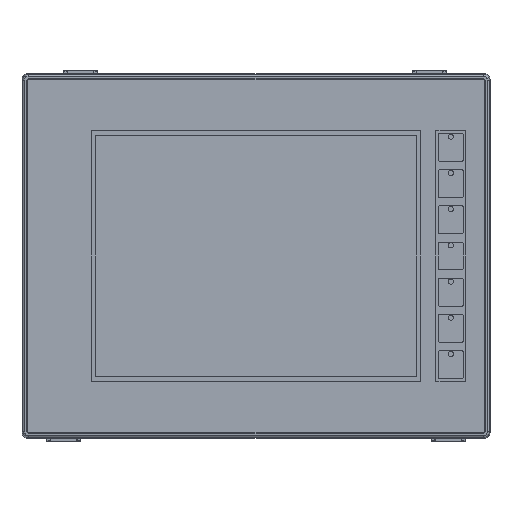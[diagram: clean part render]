
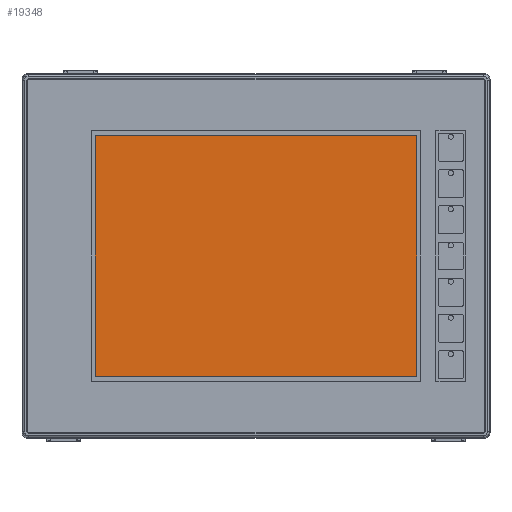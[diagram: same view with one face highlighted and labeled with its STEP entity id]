
A CAD part, front view. The second image highlights one B-rep face of the part: STEP entity #19348.
In plain terms, the highlighted planar face has unit normal (0, -1, 0).
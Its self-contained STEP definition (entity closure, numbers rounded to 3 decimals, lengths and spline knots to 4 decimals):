
#271 = DIRECTION ( 'NONE',  ( 0., -1., 0. ) ) ;
#1729 = DIRECTION ( 'NONE',  ( -1., 0., 0. ) ) ;
#1820 = VERTEX_POINT ( 'NONE', #109211 ) ;
#2206 = EDGE_CURVE ( 'NONE', #31264, #153394, #118532, .T. ) ;
#2562 = CARTESIAN_POINT ( 'NONE',  ( 6.1132, -1.1762, 4.8583 ) ) ;
#4104 = EDGE_CURVE ( 'NONE', #148918, #11724, #23331, .T. ) ;
#6723 = DIRECTION ( 'NONE',  ( 0., -1., 0. ) ) ;
#6923 = CARTESIAN_POINT ( 'NONE',  ( -0.627, -1.1762, -0.1654 ) ) ;
#11724 = VERTEX_POINT ( 'NONE', #26390 ) ;
#13828 = EDGE_CURVE ( 'NONE', #1820, #11724, #160774, .T. ) ;
#16421 = DIRECTION ( 'NONE',  ( 0., 0., -1. ) ) ;
#17274 = VECTOR ( 'NONE', #1729, 39.3701 ) ;
#18040 = ORIENTED_EDGE ( 'NONE', *, *, #2206, .T. ) ;
#19143 = ORIENTED_EDGE ( 'NONE', *, *, #76993, .F. ) ;
#19348 = ADVANCED_FACE ( 'NONE', ( #91644 ), #164784, .T. ) ;
#20782 = DIRECTION ( 'NONE',  ( 1., 0., 0. ) ) ;
#22282 = ORIENTED_EDGE ( 'NONE', *, *, #117054, .F. ) ;
#22378 = DIRECTION ( 'NONE',  ( 0., 0., 1. ) ) ;
#23331 = LINE ( 'NONE', #2562, #169405 ) ;
#23797 = CARTESIAN_POINT ( 'NONE',  ( -0.627, -1.1762, 4.8583 ) ) ;
#26390 = CARTESIAN_POINT ( 'NONE',  ( 6.1132, -1.1762, -0.1654 ) ) ;
#29327 = CARTESIAN_POINT ( 'NONE',  ( 6.0738, -1.1762, -0.2047 ) ) ;
#31264 = VERTEX_POINT ( 'NONE', #90823 ) ;
#32842 = AXIS2_PLACEMENT_3D ( 'NONE', #6923, #102950, #20782 ) ;
#33978 = ORIENTED_EDGE ( 'NONE', *, *, #89065, .T. ) ;
#36415 = DIRECTION ( 'NONE',  ( 0., -1., 0. ) ) ;
#37079 = DIRECTION ( 'NONE',  ( 1., 0., 0. ) ) ;
#37571 = DIRECTION ( 'NONE',  ( 1., 0., 0. ) ) ;
#37670 = CARTESIAN_POINT ( 'NONE',  ( -0.627, -1.1762, 4.8976 ) ) ;
#44749 = VECTOR ( 'NONE', #22378, 39.3701 ) ;
#53681 = LINE ( 'NONE', #29327, #17274 ) ;
#58804 = AXIS2_PLACEMENT_3D ( 'NONE', #88994, #6723, #102746 ) ;
#58932 = CARTESIAN_POINT ( 'NONE',  ( 6.0738, -1.1762, 4.8976 ) ) ;
#63504 = EDGE_LOOP ( 'NONE', ( #22282, #140495, #19143, #75799, #73743, #33978, #176889, #18040 ) ) ;
#73731 = VERTEX_POINT ( 'NONE', #157427 ) ;
#73743 = ORIENTED_EDGE ( 'NONE', *, *, #4104, .F. ) ;
#75799 = ORIENTED_EDGE ( 'NONE', *, *, #13828, .T. ) ;
#76993 = EDGE_CURVE ( 'NONE', #1820, #87892, #53681, .T. ) ;
#82158 = VECTOR ( 'NONE', #37079, 39.3701 ) ;
#82523 = CARTESIAN_POINT ( 'NONE',  ( -0.627, -1.1762, 4.8583 ) ) ;
#83546 = EDGE_CURVE ( 'NONE', #31264, #108803, #155286, .T. ) ;
#87892 = VERTEX_POINT ( 'NONE', #126980 ) ;
#88994 = CARTESIAN_POINT ( 'NONE',  ( 6.0738, -1.1762, -0.1654 ) ) ;
#89065 = EDGE_CURVE ( 'NONE', #148918, #108803, #142561, .T. ) ;
#90823 = CARTESIAN_POINT ( 'NONE',  ( -0.627, -1.1762, 4.8976 ) ) ;
#91644 = FACE_OUTER_BOUND ( 'NONE', #63504, .T. ) ;
#96349 = DIRECTION ( 'NONE',  ( 1., 0., 0. ) ) ;
#99398 = EDGE_CURVE ( 'NONE', #73731, #87892, #161129, .T. ) ;
#102746 = DIRECTION ( 'NONE',  ( 1., 0., 0. ) ) ;
#102950 = DIRECTION ( 'NONE',  ( 0., -1., 0. ) ) ;
#106209 = CARTESIAN_POINT ( 'NONE',  ( -0.6663, -1.1762, 4.8583 ) ) ;
#108803 = VERTEX_POINT ( 'NONE', #58932 ) ;
#109211 = CARTESIAN_POINT ( 'NONE',  ( 6.0738, -1.1762, -0.2047 ) ) ;
#117054 = EDGE_CURVE ( 'NONE', #73731, #153394, #117831, .T. ) ;
#117831 = LINE ( 'NONE', #118370, #44749 ) ;
#118370 = CARTESIAN_POINT ( 'NONE',  ( -0.6663, -1.1762, -0.1654 ) ) ;
#118532 = CIRCLE ( 'NONE', #173219, 0.0394 ) ;
#118670 = CARTESIAN_POINT ( 'NONE',  ( 6.0738, -1.1762, 4.8583 ) ) ;
#119817 = DIRECTION ( 'NONE',  ( 0., -1., 0. ) ) ;
#120450 = AXIS2_PLACEMENT_3D ( 'NONE', #118670, #36415, #132543 ) ;
#126980 = CARTESIAN_POINT ( 'NONE',  ( -0.627, -1.1762, -0.2047 ) ) ;
#132543 = DIRECTION ( 'NONE',  ( 1., 0., 0. ) ) ;
#140495 = ORIENTED_EDGE ( 'NONE', *, *, #99398, .T. ) ;
#142561 = CIRCLE ( 'NONE', #120450, 0.0394 ) ;
#148918 = VERTEX_POINT ( 'NONE', #172718 ) ;
#153394 = VERTEX_POINT ( 'NONE', #106209 ) ;
#155286 = LINE ( 'NONE', #37670, #82158 ) ;
#157427 = CARTESIAN_POINT ( 'NONE',  ( -0.6663, -1.1762, -0.1654 ) ) ;
#160774 = CIRCLE ( 'NONE', #58804, 0.0394 ) ;
#161129 = CIRCLE ( 'NONE', #32842, 0.0394 ) ;
#164784 = PLANE ( 'NONE',  #170031 ) ;
#169405 = VECTOR ( 'NONE', #16421, 39.3701 ) ;
#170031 = AXIS2_PLACEMENT_3D ( 'NONE', #82523, #271, #96349 ) ;
#172718 = CARTESIAN_POINT ( 'NONE',  ( 6.1132, -1.1762, 4.8583 ) ) ;
#173219 = AXIS2_PLACEMENT_3D ( 'NONE', #23797, #119817, #37571 ) ;
#176889 = ORIENTED_EDGE ( 'NONE', *, *, #83546, .F. ) ;
